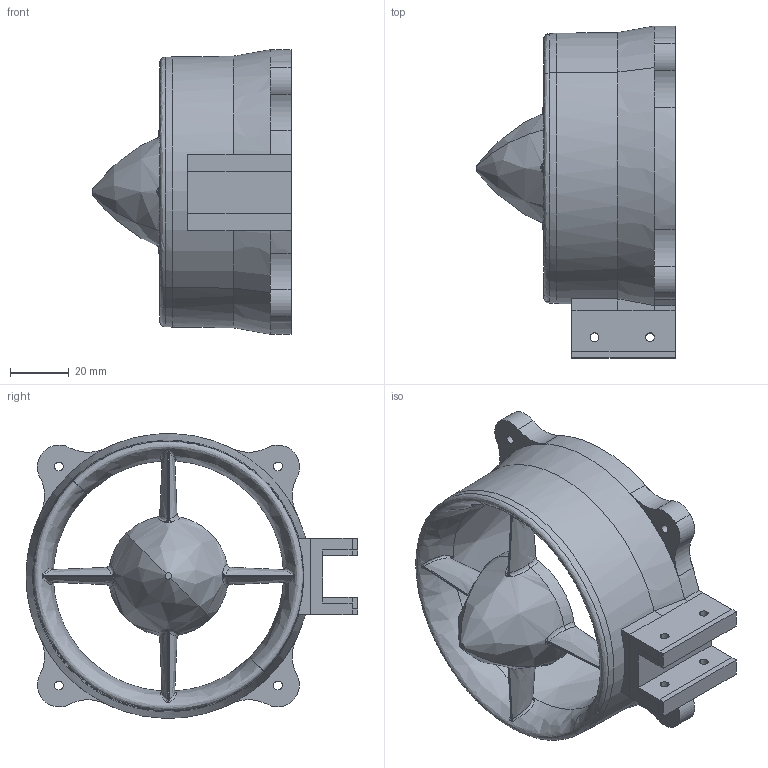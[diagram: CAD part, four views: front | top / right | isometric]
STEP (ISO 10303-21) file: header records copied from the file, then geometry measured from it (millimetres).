
FILE_DESCRIPTION(/* description */ (''),/* implementation_level */ '2;1');
FILE_NAME(/* name */ 'TRUSTE~3',/* time_stamp */ '2017-11-18T16:30:37+01:00',/* author */ (''),/* organization */ (''),/* preprocessor_version */ 'ST-DEVELOPER v15',/* originating_system */ '',/* authorisation */ '');
FILE_SCHEMA (('AUTOMOTIVE_DESIGN'));
Length unit declared in the file: millimetre
Products named in the file (1): Document
Bounding box: 67.23 x 112.55 x 96.55 mm (x, y, z)
Volume: 4776.2 mm3; surface area: 42735.5 mm2
Topology: 4 solids, 7 shells, 209 faces, 530 edges, 317 vertices
Faces by surface type: bspline 168, plane 41
Entity records: 10202 total; most frequent: CARTESIAN_POINT 7301, ORIENTED_EDGE 996, EDGE_CURVE 520, VERTEX_POINT 317, EDGE_LOOP 226, ADVANCED_FACE 209, FACE_OUTER_BOUND 209, B_SPLINE_CURVE_WITH_KNOTS 169
